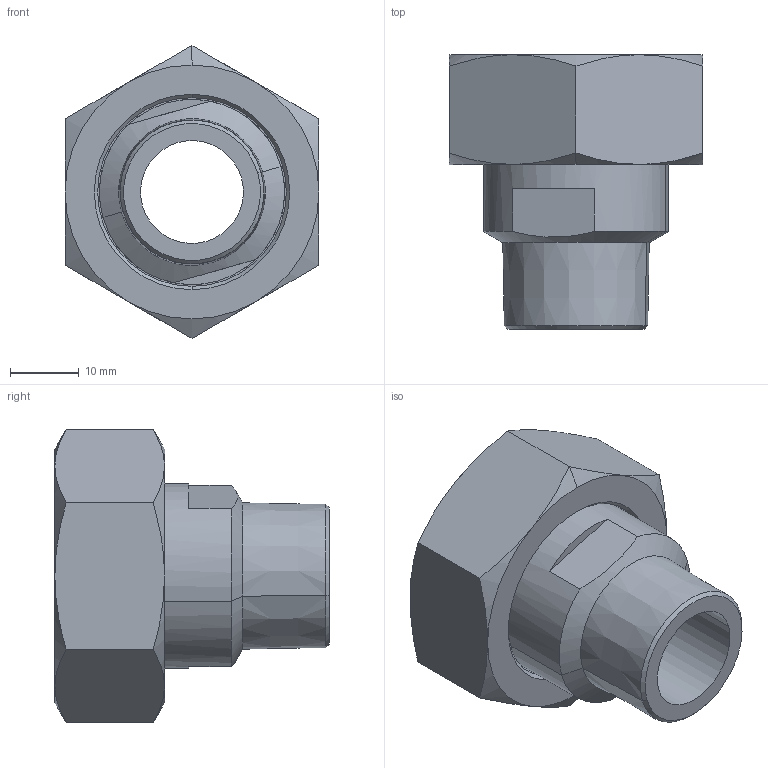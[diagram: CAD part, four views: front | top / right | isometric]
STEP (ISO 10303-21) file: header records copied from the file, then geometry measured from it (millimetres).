
FILE_DESCRIPTION (( 'STEP AP214' ), '1' );
FILE_NAME ('210.6631.000.STEP', '2020-03-05T13:06:28', ( '' ), ( '' ), 'SwSTEP 2.0', 'SolidWorks 2016', '' );
FILE_SCHEMA (( 'AUTOMOTIVE_DESIGN' ));
Length unit declared in the file: millimetre
Products named in the file (4): 002152; 210.6631.000; Flachdichtung 30x21x2; 4-3718g
Assembly tree (3 placements, depth 2):
  210.6631.000
    002152
    4-3718g
    Flachdichtung 30x21x2
Bounding box: 37 x 40 x 42.72 mm (x, y, z)
Volume: 14347 mm3; surface area: 10251.6 mm2
Topology: 3 solids, 3 shells, 66 faces, 142 edges, 86 vertices
Faces by surface type: cone 26, cylinder 20, plane 20
Entity records: 2114 total; most frequent: CARTESIAN_POINT 490, DIRECTION 330, ORIENTED_EDGE 284, AXIS2_PLACEMENT_3D 142, EDGE_CURVE 142, VERTEX_POINT 86, EDGE_LOOP 76, CIRCLE 70
